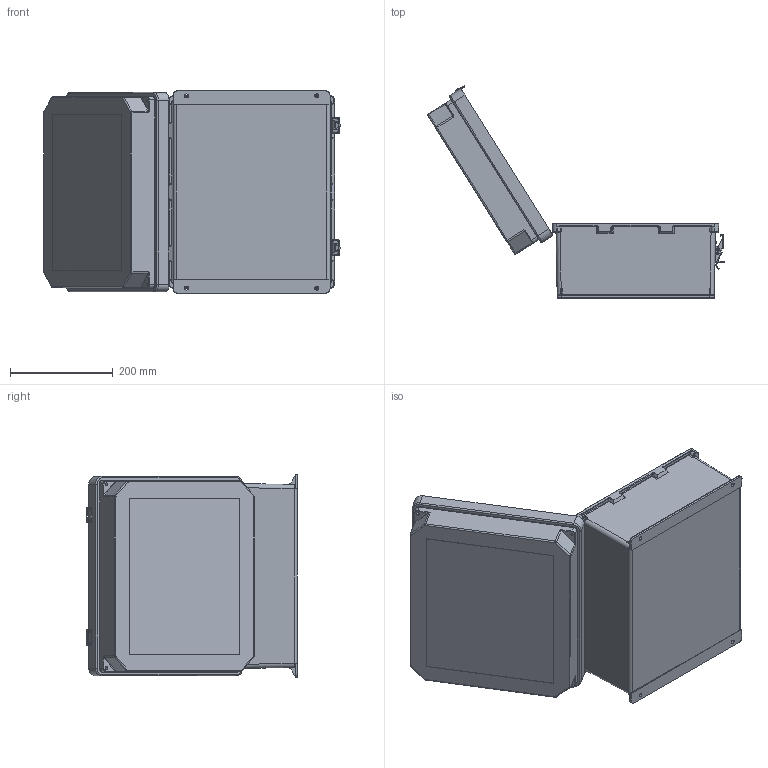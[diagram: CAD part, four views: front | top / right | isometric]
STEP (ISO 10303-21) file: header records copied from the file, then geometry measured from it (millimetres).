
FILE_DESCRIPTION (( 'STEP AP214' ), '1' );
FILE_NAME ('NBW141207-KIT.STEP', '2013-06-03T15:58:42', ( '' ), ( '' ), 'SwSTEP 2.0', 'SolidWorks 2012', '' );
FILE_SCHEMA (( 'AUTOMOTIVE_DESIGN' ));
Length unit declared in the file: inch
Products named in the file (9): NB141207-Box; NBW141207-Lid-2; NB141207-DoorClasp-2; NBW141207_ClearDoorInsert; NB141207-Hinge; HGX-NPLATE01; NBW141207-KIT; 10-32 NEMA PLATE SCREW; NB141207-DoorClasp-1
Assembly tree (14 placements, depth 2):
  NBW141207-KIT
    NB141207-Box
    NB141207-Hinge  x2
    NBW141207-Lid-2
    NB141207-DoorClasp-1  x2
    NB141207-DoorClasp-2  x2
    HGX-NPLATE01
    10-32 NEMA PLATE SCREW  x4
    NBW141207_ClearDoorInsert
Bounding box: 578.07 x 413.05 x 394 mm (x, y, z)
Volume: 2435084.8 mm3; surface area: 1381036.2 mm2
Topology: 20 solids, 20 shells, 1806 faces, 4658 edges, 2888 vertices
Faces by surface type: cylinder 752, plane 614, torus 152, bspline 148, cone 132, sphere 8
Entity records: 42961 total; most frequent: CARTESIAN_POINT 12746, ORIENTED_EDGE 6420, DIRECTION 6100, EDGE_CURVE 3210, AXIS2_PLACEMENT_3D 2263, VERTEX_POINT 1981, VECTOR 1574, LINE 1574
